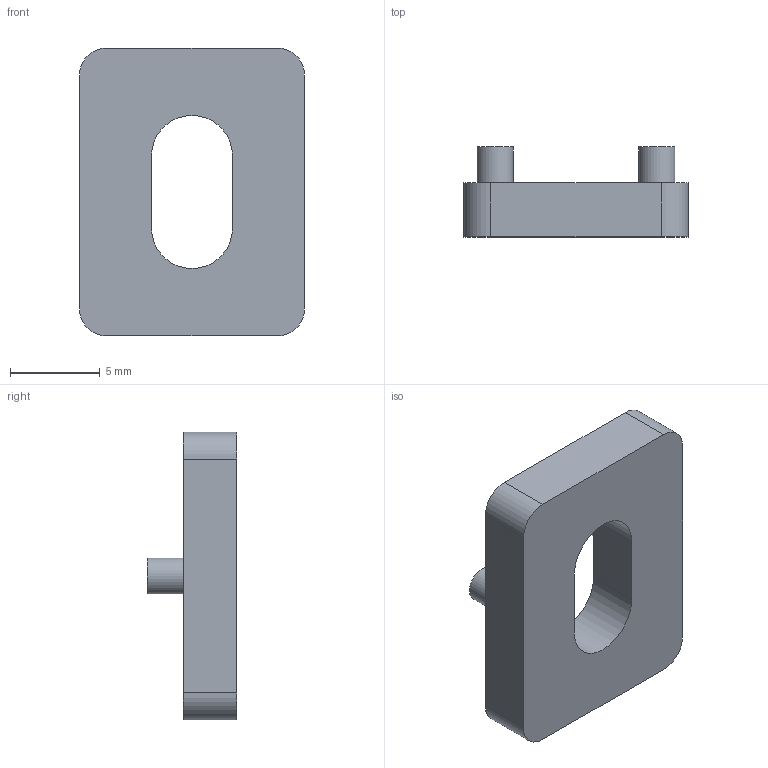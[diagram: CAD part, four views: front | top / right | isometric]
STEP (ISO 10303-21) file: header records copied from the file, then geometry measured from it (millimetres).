
FILE_DESCRIPTION(/* description */ ('Abstandshalter 3mm für Klemmblock'),/* implementation_level */ '2;1');
FILE_NAME(/* name */ '205615151 Abstandshalter 3mm für Klemmblock.stp',/* time_stamp */ '2019-10-21T14:29:58+02:00',/* author */ ('wheldmann'),/* organization */ (''),/* preprocessor_version */ 'ST-DEVELOPER v17.2',/* originating_system */ 'Autodesk Inventor 2019',/* authorisation */ ' ');
FILE_SCHEMA (('AUTOMOTIVE_DESIGN { 1 0 10303 214 3 1 1 }'));
Length unit declared in the file: millimetre
Products named in the file (1): 205615151
Bounding box: 12.5 x 5 x 16 mm (x, y, z)
Volume: 505.1 mm3; surface area: 583.1 mm2
Topology: 1 solids, 1 shells, 18 faces, 46 edges, 32 vertices
Faces by surface type: plane 10, cylinder 8
Full cylindrical faces by diameter (mm): 2 x2
Entity records: 607 total; most frequent: DIRECTION 104, CARTESIAN_POINT 97, ORIENTED_EDGE 92, EDGE_CURVE 46, AXIS2_PLACEMENT_3D 39, VERTEX_POINT 32, LINE 26, VECTOR 26
